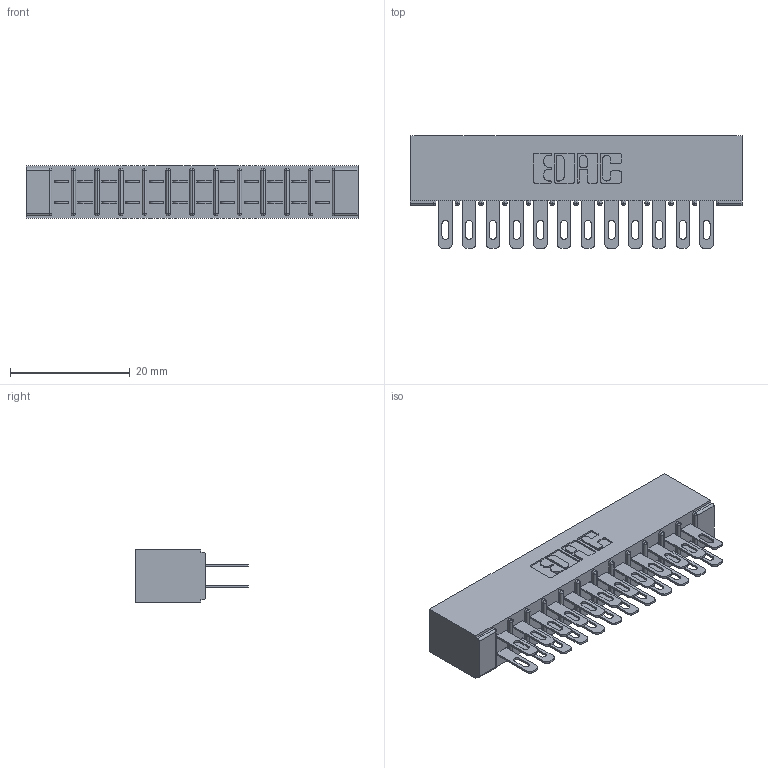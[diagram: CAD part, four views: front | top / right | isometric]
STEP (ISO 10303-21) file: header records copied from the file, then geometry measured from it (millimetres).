
FILE_DESCRIPTION (( 'STEP AP203' ), '1' );
FILE_NAME ('315-024-500-201.STEP', '2019-09-10T14:34:16', ( '' ), ( '' ), 'SwSTEP 2.0', 'SolidWorks 2016', '' );
FILE_SCHEMA (( 'CONFIG_CONTROL_DESIGN' ));
Length unit declared in the file: inch
Products named in the file (3): 315-024-500-201; 305-290-001_500; 305 Part_No Mounting
Assembly tree (25 placements, depth 2):
  315-024-500-201
    305 Part_No Mounting
    305-290-001_500  x24
Bounding box: 55.42 x 18.85 x 8.71 mm (x, y, z)
Volume: 3760 mm3; surface area: 7489 mm2
Topology: 25 solids, 25 shells, 1308 faces, 3736 edges, 2424 vertices
Faces by surface type: plane 736, cylinder 524, sphere 48
Entity records: 16389 total; most frequent: CARTESIAN_POINT 2710, ORIENTED_EDGE 2684, DIRECTION 2646, EDGE_CURVE 1342, VECTOR 1054, LINE 1054, VERTEX_POINT 860, AXIS2_PLACEMENT_3D 796
